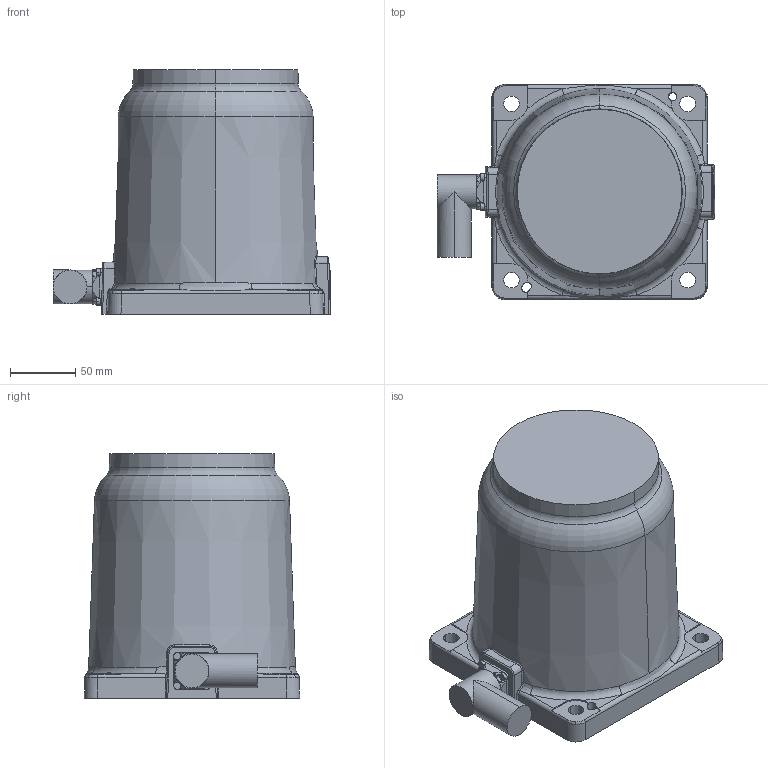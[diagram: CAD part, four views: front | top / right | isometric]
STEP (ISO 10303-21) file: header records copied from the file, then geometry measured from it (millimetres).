
FILE_DESCRIPTION (( 'STEP AP214' ), '1' );
FILE_NAME ('CRB15000_5kg-950_OmniCore_rev00_LINK0_CAD.step', '2021-01-29T06:10:17', ( '' ), ( '' ), 'SwSTEP 2.0', 'SolidWorks 2018', '' );
FILE_SCHEMA (( 'AUTOMOTIVE_DESIGN' ));
Length unit declared in the file: millimetre
Products named in the file (1): CRB15000_5kg-950_OmniCore_rev00_LINK0_CAD
Bounding box: 212.86 x 165 x 187.5 mm (x, y, z)
Volume: 3500812.3 mm3; surface area: 152700 mm2
Topology: 1 solids, 1 shells, 268 faces, 717 edges, 456 vertices
Faces by surface type: cylinder 102, plane 84, bspline 44, cone 24, torus 14
Entity records: 11149 total; most frequent: CARTESIAN_POINT 4801, ORIENTED_EDGE 1434, DIRECTION 1239, EDGE_CURVE 717, AXIS2_PLACEMENT_3D 502, VERTEX_POINT 456, EDGE_LOOP 285, CIRCLE 277
